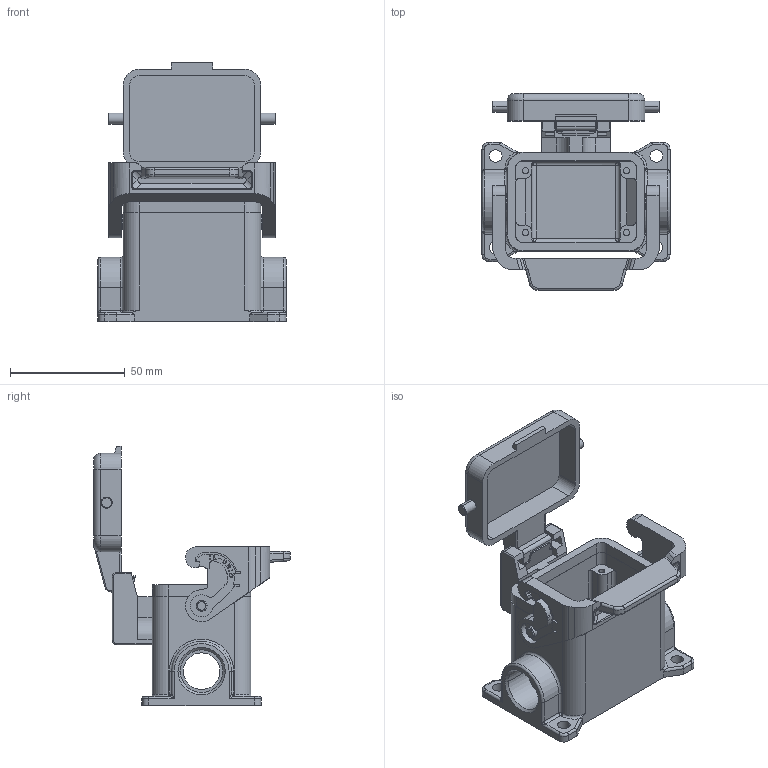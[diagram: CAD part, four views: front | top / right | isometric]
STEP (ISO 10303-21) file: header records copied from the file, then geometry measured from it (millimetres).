
FILE_DESCRIPTION(('Creo Elements/Direct Modeling STEP Export'),'2;1');
FILE_NAME('0ln7uvk5h780s9b5420','2022-02-14T16:03:35',(''),(''),'Creo Elements/Direct Modeling STEP processor for AP214 (Solid Model)','Creo Elements/Direct Modeling 20.1B 02-Apr-2019 (C) Parametric Technology GmbH','');
FILE_SCHEMA(('AUTOMOTIVE_DESIGN { 1 0 10303 214 1 1 1 1 }'));
Length unit declared in the file: millimetre
Products named in the file (2): MLP_06_LS220
Assembly tree (1 placements, depth 2):
  MLP_06_LS220
    MLP_06_LS220
Bounding box: 82 x 85.85 x 113 mm (x, y, z)
Volume: 96549.8 mm3; surface area: 50286 mm2
Topology: 1 solids, 1 shells, 903 faces, 2457 edges, 1593 vertices
Faces by surface type: plane 568, cylinder 259, torus 42, bspline 22, cone 8, sphere 4
Entity records: 39264 total; most frequent: CARTESIAN_POINT 9394, ORIENTED_EDGE 4898, DIRECTION 4482, EDGE_CURVE 2449, VECTOR 1788, LINE 1788, VERTEX_POINT 1593, AXIS2_PLACEMENT_3D 1347
